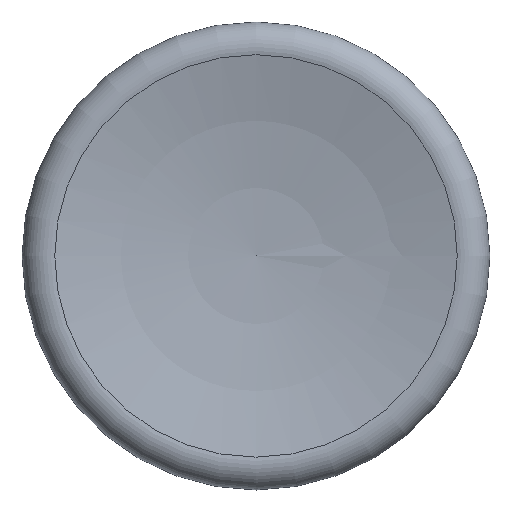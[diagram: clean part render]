
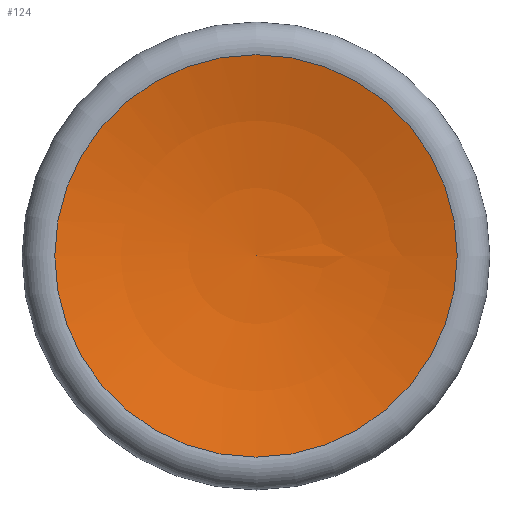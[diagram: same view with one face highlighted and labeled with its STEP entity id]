
A CAD part, top view. The second image highlights one B-rep face of the part: STEP entity #124.
In plain terms, the highlighted spherical face has radius 30 mm.
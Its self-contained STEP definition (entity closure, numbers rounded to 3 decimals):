
#15=SPHERICAL_SURFACE('',#146,30.);
#41=FACE_OUTER_BOUND('',#59,.T.);
#59=EDGE_LOOP('',(#109));
#73=CIRCLE('',#147,7.742);
#83=VERTEX_POINT('',#222);
#93=EDGE_CURVE('',#83,#83,#73,.T.);
#109=ORIENTED_EDGE('',*,*,#93,.F.);
#124=ADVANCED_FACE('',(#41),#15,.F.);
#146=AXIS2_PLACEMENT_3D('',#221,#186,#187);
#147=AXIS2_PLACEMENT_3D('',#223,#188,#189);
#186=DIRECTION('center_axis',(0.,0.,1.));
#187=DIRECTION('ref_axis',(1.,0.,0.));
#188=DIRECTION('center_axis',(0.,0.,-1.));
#189=DIRECTION('ref_axis',(1.,0.,0.));
#221=CARTESIAN_POINT('Origin',(0.,0.,37.));
#222=CARTESIAN_POINT('',(0.,7.742,8.016));
#223=CARTESIAN_POINT('Origin',(0.,0.,8.016));
